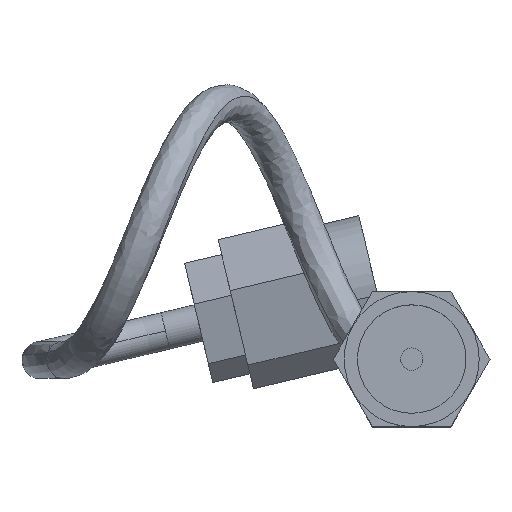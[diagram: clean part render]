
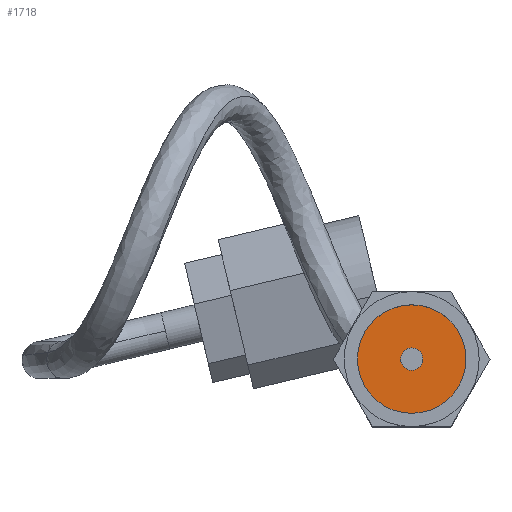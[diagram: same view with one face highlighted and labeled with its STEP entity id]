
A CAD part, top view. The second image highlights one B-rep face of the part: STEP entity #1718.
In plain terms, the highlighted face is planar.
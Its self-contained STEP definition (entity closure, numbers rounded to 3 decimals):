
#21 = ORIENTED_EDGE ( 'NONE', *, *, #1461, .F. ) ;
#76 = FACE_OUTER_BOUND ( 'NONE', #951, .T. ) ;
#78 = CIRCLE ( 'NONE', #2149, 0.65 ) ;
#161 = AXIS2_PLACEMENT_3D ( 'NONE', #1542, #1177, #426 ) ;
#193 = EDGE_CURVE ( 'NONE', #1098, #2340, #78, .T. ) ;
#361 = CARTESIAN_POINT ( 'NONE',  ( 0., 2.794, 0.65 ) ) ;
#381 = ORIENTED_EDGE ( 'NONE', *, *, #1272, .T. ) ;
#426 = DIRECTION ( 'NONE',  ( 0., 0., -1. ) ) ;
#551 = CARTESIAN_POINT ( 'NONE',  ( 0., 2.794, 3.175 ) ) ;
#556 = ORIENTED_EDGE ( 'NONE', *, *, #193, .F. ) ;
#711 = DIRECTION ( 'NONE',  ( 0., 0., -1. ) ) ;
#875 = CARTESIAN_POINT ( 'NONE',  ( 0., 2.794, -0.65 ) ) ;
#915 = EDGE_CURVE ( 'NONE', #1011, #2193, #1201, .T. ) ;
#951 = EDGE_LOOP ( 'NONE', ( #2364, #381 ) ) ;
#998 = AXIS2_PLACEMENT_3D ( 'NONE', #1442, #1823, #2004 ) ;
#1006 = CIRCLE ( 'NONE', #998, 0.65 ) ;
#1011 = VERTEX_POINT ( 'NONE', #1647 ) ;
#1056 = CIRCLE ( 'NONE', #1809, 3.175 ) ;
#1063 = DIRECTION ( 'NONE',  ( 0., 0., -1. ) ) ;
#1090 = CARTESIAN_POINT ( 'NONE',  ( 0., 2.794, 0. ) ) ;
#1098 = VERTEX_POINT ( 'NONE', #875 ) ;
#1141 = FACE_BOUND ( 'NONE', #1757, .T. ) ;
#1168 = PLANE ( 'NONE',  #161 ) ;
#1177 = DIRECTION ( 'NONE',  ( 0., -1., 0. ) ) ;
#1201 = CIRCLE ( 'NONE', #2055, 3.175 ) ;
#1237 = DIRECTION ( 'NONE',  ( 0., -1., 0. ) ) ;
#1266 = DIRECTION ( 'NONE',  ( 0., 0., -1. ) ) ;
#1272 = EDGE_CURVE ( 'NONE', #2193, #1011, #1056, .T. ) ;
#1442 = CARTESIAN_POINT ( 'NONE',  ( 0., 2.794, 0. ) ) ;
#1461 = EDGE_CURVE ( 'NONE', #2340, #1098, #1006, .T. ) ;
#1542 = CARTESIAN_POINT ( 'NONE',  ( 0., 2.794, 0. ) ) ;
#1647 = CARTESIAN_POINT ( 'NONE',  ( 0., 2.794, -3.175 ) ) ;
#1673 = CARTESIAN_POINT ( 'NONE',  ( 0., 2.794, 0. ) ) ;
#1718 = ADVANCED_FACE ( 'NONE', ( #1141, #76 ), #1168, .T. ) ;
#1757 = EDGE_LOOP ( 'NONE', ( #556, #21 ) ) ;
#1809 = AXIS2_PLACEMENT_3D ( 'NONE', #2011, #1237, #1063 ) ;
#1823 = DIRECTION ( 'NONE',  ( 0., -1., 0. ) ) ;
#2004 = DIRECTION ( 'NONE',  ( 0., 0., -1. ) ) ;
#2011 = CARTESIAN_POINT ( 'NONE',  ( 0., 2.794, 0. ) ) ;
#2055 = AXIS2_PLACEMENT_3D ( 'NONE', #1673, #2205, #711 ) ;
#2149 = AXIS2_PLACEMENT_3D ( 'NONE', #1090, #2410, #1266 ) ;
#2193 = VERTEX_POINT ( 'NONE', #551 ) ;
#2205 = DIRECTION ( 'NONE',  ( 0., -1., 0. ) ) ;
#2340 = VERTEX_POINT ( 'NONE', #361 ) ;
#2364 = ORIENTED_EDGE ( 'NONE', *, *, #915, .T. ) ;
#2410 = DIRECTION ( 'NONE',  ( 0., -1., 0. ) ) ;
